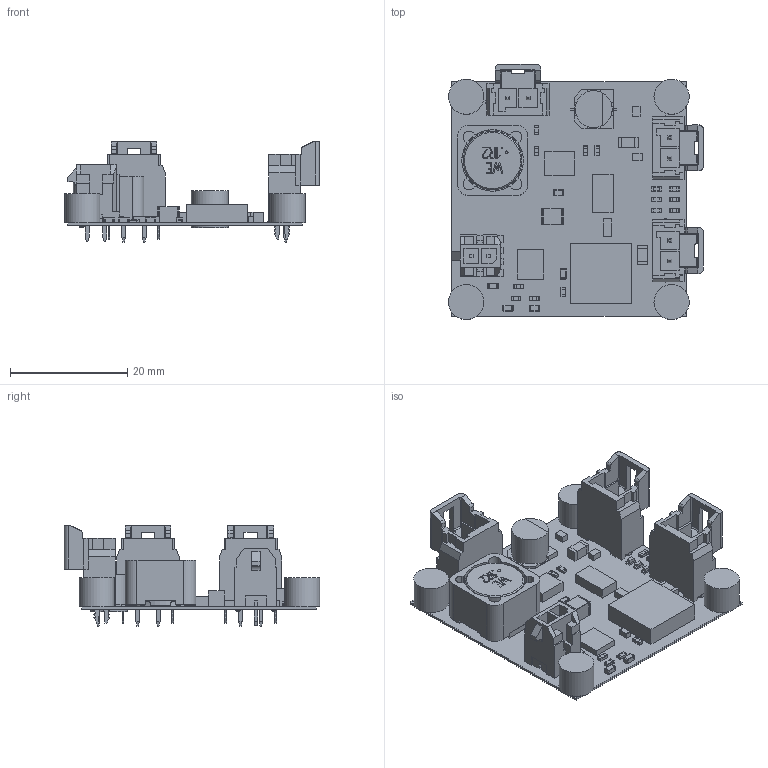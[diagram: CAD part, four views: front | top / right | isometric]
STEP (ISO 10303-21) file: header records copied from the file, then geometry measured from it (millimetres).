
FILE_DESCRIPTION(('Open CASCADE Model'),'2;1');
FILE_NAME('Open CASCADE Shape Model','2019-11-30T13:18:10',('Author'),( 'Open CASCADE'),'Open CASCADE STEP processor 6.8','Open CASCADE 6.8' ,'Unknown');
FILE_SCHEMA(('AUTOMOTIVE_DESIGN { 1 0 10303 214 1 1 1 1 }'));
Length unit declared in the file: millimetre
Products named in the file (133): PCB; Board; Open CASCADE STEP translator 6.8 1.1.1; U2; 6163990624; Extruded; U1; 6163991104; R11; 5863418640; Mid_Body; Terminal; Open_CASCADE_STEP_translator_6.8_1.2.1; Mark; R10; R9; R8; 5863423440; R7; R6; 5863423200; R5; 5863413680; R4; R3; R2; R1; Q2; 6164413424; Q1; 6164412304; NTC; 430450227_RGB4408131; Open CASCADE STEP translator 6.8 1.17.1.1; Open CASCADE STEP translator 6.8 1.17.1.2; Vout; 1722871102_RGB4210752; Open CASCADE STEP translator 6.8 1.18.1.1; Open CASCADE STEP translator 6.8 1.18.1.2; BAT ...
Assembly tree (157 placements, depth 5):
  PCB
    Board
      Open CASCADE STEP translator 6.8 1.1.1
    U2
      6163990624
        Extruded
    U1
      6163991104
        Extruded
    R11
      5863418640
        Mid_Body
        Terminal  x2
          Open_CASCADE_STEP_translator_6.8_1.2.1
        Mark
    R10
      5863418640
        Mid_Body
        Terminal  x2
          Open_CASCADE_STEP_translator_6.8_1.2.1
        Mark
    R9
      5863418640
        Mid_Body
        Terminal  x2
          Open_CASCADE_STEP_translator_6.8_1.2.1
        Mark
    R8
      5863423440
        Mid_Body
        Terminal  x2
          Open_CASCADE_STEP_translator_6.8_1.2.1
        Mark
    R7
      5863423440
        Mid_Body
        Terminal  x2
          Open_CASCADE_STEP_translator_6.8_1.2.1
        Mark
    R6
      5863423200
        Mid_Body
        Terminal  x2
          Open_CASCADE_STEP_translator_6.8_1.2.1
        Mark
    R5
      5863413680
        Mid_Body
        Terminal  x2
          Open_CASCADE_STEP_translator_6.8_1.2.1
        Mark
    R4
      5863423440
        Mid_Body
        Terminal  x2
          Open_CASCADE_STEP_translator_6.8_1.2.1
        Mark
    R3
      5863423440
        Mid_Body
Bounding box: 43.42 x 43.49 x 17.15 mm (x, y, z)
Volume: 4449.1 mm3; surface area: 10241.3 mm2
Topology: 101 solids, 102 shells, 1944 faces, 4934 edges, 3209 vertices
Faces by surface type: plane 1470, cylinder 395, sphere 54, bspline 14, extrusion 6, cone 5
Full cylindrical faces by diameter (mm): 0.5 x1, 1.02 x10, 2.3 x6, 2.7 x4, 5.513 x1, 5.75 x1, 6 x4, 6.3 x3, 10 x2
Entity records: 43071 total; most frequent: CARTESIAN_POINT 9842, DIRECTION 5536, ORIENTED_EDGE 5469, EDGE_CURVE 2736, VECTOR 2046, LINE 2040, VERTEX_POINT 1771, AXIS2_PLACEMENT_3D 1745
